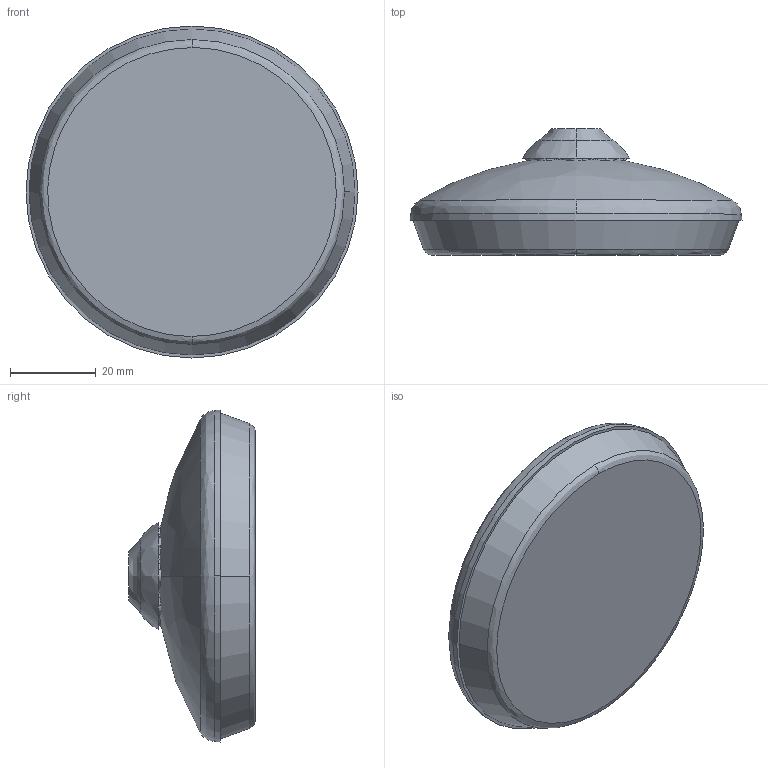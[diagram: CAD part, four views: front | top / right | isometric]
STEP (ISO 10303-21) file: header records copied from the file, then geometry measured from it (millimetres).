
FILE_DESCRIPTION (( 'STEP AP214' ), '1' );
FILE_NAME ('098de080eg.STEP', '2014-09-09T13:52:44', ( '' ), ( '' ), 'SwSTEP 2.0', 'SolidWorks 2014', '' );
FILE_SCHEMA (( 'AUTOMOTIVE_DESIGN' ));
Length unit declared in the file: inch
Products named in the file (1): 098de080eg
Bounding box: 77.4 x 29.45 x 77.4 mm (x, y, z)
Volume: 837.1 mm3; surface area: 26248.3 mm2
Topology: 1 solids, 2 shells, 1397 faces, 3412 edges, 1989 vertices
Faces by surface type: bspline 1127, plane 93, cylinder 89, cone 88
Entity records: 81818 total; most frequent: CARTESIAN_POINT 38021, ORIENTED_EDGE 6776, DIRECTION 3692, EDGE_CURVE 3388, VERTEX_POINT 1989, AXIS2_PLACEMENT_3D 1712, B_SPLINE_CURVE_WITH_KNOTS 1506, CIRCLE 1441
